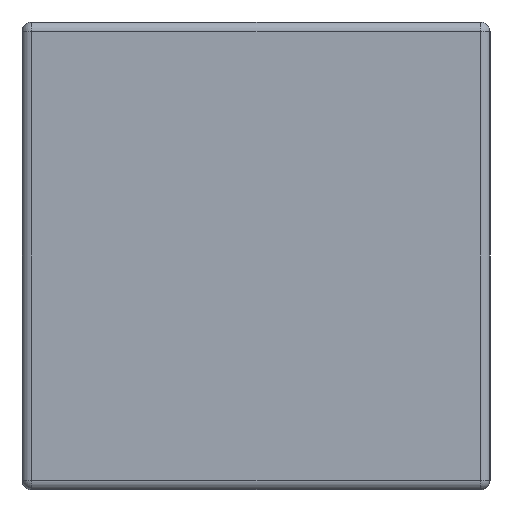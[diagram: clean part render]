
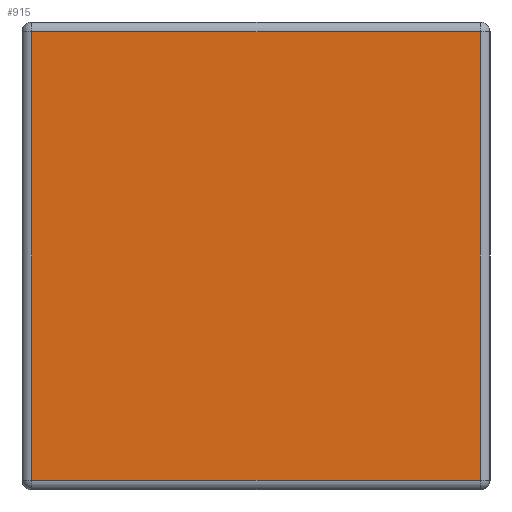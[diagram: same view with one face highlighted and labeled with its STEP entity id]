
A CAD part, left-side view. The second image highlights one B-rep face of the part: STEP entity #915.
In plain terms, the highlighted planar face has unit normal (-1, 0, 0).
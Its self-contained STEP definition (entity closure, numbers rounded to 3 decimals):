
#20 = LINE ( 'NONE', #1785, #2377 ) ;
#342 = ORIENTED_EDGE ( 'NONE', *, *, #2551, .T. ) ;
#437 = VECTOR ( 'NONE', #3358, 1000. ) ;
#443 = DIRECTION ( 'NONE',  ( 0., 0., 1. ) ) ;
#447 = VERTEX_POINT ( 'NONE', #3791 ) ;
#550 = ORIENTED_EDGE ( 'NONE', *, *, #2109, .T. ) ;
#915 = ADVANCED_FACE ( 'NONE', ( #1038 ), #2126, .T. ) ;
#1038 = FACE_OUTER_BOUND ( 'NONE', #2219, .T. ) ;
#1128 = CARTESIAN_POINT ( 'NONE',  ( 0., 0.02, -0.02 ) ) ;
#1515 = VECTOR ( 'NONE', #443, 1000. ) ;
#1518 = LINE ( 'NONE', #2918, #1515 ) ;
#1536 = ORIENTED_EDGE ( 'NONE', *, *, #3830, .T. ) ;
#1619 = DIRECTION ( 'NONE',  ( 0., 0., -1. ) ) ;
#1773 = VECTOR ( 'NONE', #1619, 1000. ) ;
#1785 = CARTESIAN_POINT ( 'NONE',  ( 0., 0.95, -0.02 ) ) ;
#1864 = CARTESIAN_POINT ( 'NONE',  ( 0., 0.02, -0.93 ) ) ;
#1923 = LINE ( 'NONE', #2973, #437 ) ;
#2079 = DIRECTION ( 'NONE',  ( 0., 0., 1. ) ) ;
#2109 = EDGE_CURVE ( 'NONE', #3023, #4119, #1923, .T. ) ;
#2126 = PLANE ( 'NONE',  #2248 ) ;
#2219 = EDGE_LOOP ( 'NONE', ( #550, #1536, #3444, #342 ) ) ;
#2228 = LINE ( 'NONE', #4073, #1773 ) ;
#2248 = AXIS2_PLACEMENT_3D ( 'NONE', #2488, #4183, #2079 ) ;
#2377 = VECTOR ( 'NONE', #2539, 1000. ) ;
#2488 = CARTESIAN_POINT ( 'NONE',  ( 0., 0., 0. ) ) ;
#2539 = DIRECTION ( 'NONE',  ( 0., 1., 0. ) ) ;
#2551 = EDGE_CURVE ( 'NONE', #447, #3023, #2228, .T. ) ;
#2559 = CARTESIAN_POINT ( 'NONE',  ( 0., 0.93, -0.93 ) ) ;
#2918 = CARTESIAN_POINT ( 'NONE',  ( 0., 0.02, 0. ) ) ;
#2973 = CARTESIAN_POINT ( 'NONE',  ( 0., 0., -0.93 ) ) ;
#3023 = VERTEX_POINT ( 'NONE', #2559 ) ;
#3358 = DIRECTION ( 'NONE',  ( 0., -1., 0. ) ) ;
#3444 = ORIENTED_EDGE ( 'NONE', *, *, #3558, .T. ) ;
#3558 = EDGE_CURVE ( 'NONE', #4499, #447, #20, .T. ) ;
#3791 = CARTESIAN_POINT ( 'NONE',  ( 0., 0.93, -0.02 ) ) ;
#3830 = EDGE_CURVE ( 'NONE', #4119, #4499, #1518, .T. ) ;
#4073 = CARTESIAN_POINT ( 'NONE',  ( 0., 0.93, -0.95 ) ) ;
#4119 = VERTEX_POINT ( 'NONE', #1864 ) ;
#4183 = DIRECTION ( 'NONE',  ( -1., 0., 0. ) ) ;
#4499 = VERTEX_POINT ( 'NONE', #1128 ) ;
